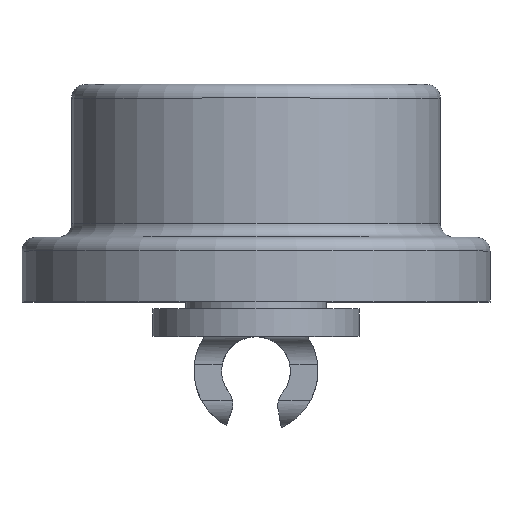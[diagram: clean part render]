
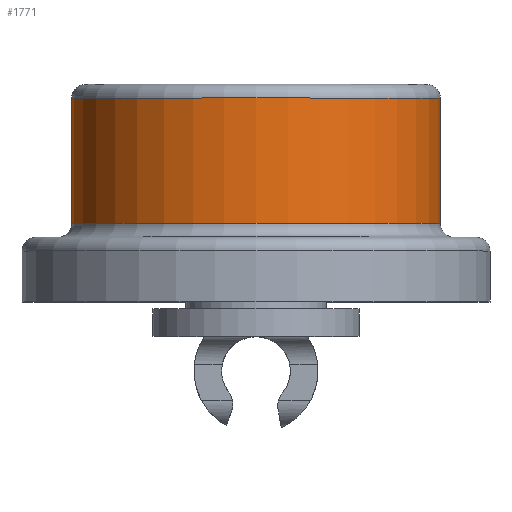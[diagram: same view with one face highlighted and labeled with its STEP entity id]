
A CAD part, top view. The second image highlights one B-rep face of the part: STEP entity #1771.
In plain terms, the highlighted cylindrical face has radius 13.4 mm (diameter 26.8 mm), a full revolution.
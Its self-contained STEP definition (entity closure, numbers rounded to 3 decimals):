
#123=LINE('',#2936,#223);
#223=VECTOR('',#2343,13.4);
#315=CYLINDRICAL_SURFACE('',#1959,13.4);
#366=FACE_OUTER_BOUND('',#466,.T.);
#466=EDGE_LOOP('',(#1318,#1319,#1320,#1321,#1322,#1323,#1324,#1325));
#597=CIRCLE('',#1908,13.4);
#601=CIRCLE('',#1912,13.4);
#602=CIRCLE('',#1913,13.4);
#634=CIRCLE('',#1955,13.4);
#635=CIRCLE('',#1956,13.4);
#636=CIRCLE('',#1957,13.4);
#766=VERTEX_POINT('',#2850);
#767=VERTEX_POINT('',#2851);
#770=VERTEX_POINT('',#2858);
#793=VERTEX_POINT('',#2928);
#794=VERTEX_POINT('',#2929);
#795=VERTEX_POINT('',#2931);
#961=EDGE_CURVE('',#766,#767,#597,.T.);
#965=EDGE_CURVE('',#767,#770,#601,.T.);
#966=EDGE_CURVE('',#770,#766,#602,.T.);
#1002=EDGE_CURVE('',#793,#794,#634,.T.);
#1003=EDGE_CURVE('',#795,#793,#635,.T.);
#1004=EDGE_CURVE('',#794,#795,#636,.T.);
#1006=EDGE_CURVE('',#770,#795,#123,.T.);
#1318=ORIENTED_EDGE('',*,*,#961,.F.);
#1319=ORIENTED_EDGE('',*,*,#966,.F.);
#1320=ORIENTED_EDGE('',*,*,#1006,.T.);
#1321=ORIENTED_EDGE('',*,*,#1003,.T.);
#1322=ORIENTED_EDGE('',*,*,#1002,.T.);
#1323=ORIENTED_EDGE('',*,*,#1004,.T.);
#1324=ORIENTED_EDGE('',*,*,#1006,.F.);
#1325=ORIENTED_EDGE('',*,*,#965,.F.);
#1771=ADVANCED_FACE('',(#366),#315,.T.);
#1908=AXIS2_PLACEMENT_3D('',#2852,#2235,#2236);
#1912=AXIS2_PLACEMENT_3D('',#2859,#2243,#2244);
#1913=AXIS2_PLACEMENT_3D('',#2860,#2245,#2246);
#1955=AXIS2_PLACEMENT_3D('',#2930,#2333,#2334);
#1956=AXIS2_PLACEMENT_3D('',#2932,#2335,#2336);
#1957=AXIS2_PLACEMENT_3D('',#2933,#2337,#2338);
#1959=AXIS2_PLACEMENT_3D('',#2935,#2341,#2342);
#2235=DIRECTION('center_axis',(0.,-1.,0.));
#2236=DIRECTION('ref_axis',(1.,0.,0.));
#2243=DIRECTION('center_axis',(0.,-1.,0.));
#2244=DIRECTION('ref_axis',(1.,0.,0.));
#2245=DIRECTION('center_axis',(0.,-1.,0.));
#2246=DIRECTION('ref_axis',(1.,0.,0.));
#2333=DIRECTION('center_axis',(0.,-1.,0.));
#2334=DIRECTION('ref_axis',(1.,0.,0.));
#2335=DIRECTION('center_axis',(0.,-1.,0.));
#2336=DIRECTION('ref_axis',(1.,0.,0.));
#2337=DIRECTION('center_axis',(0.,-1.,0.));
#2338=DIRECTION('ref_axis',(1.,0.,0.));
#2341=DIRECTION('center_axis',(0.,-1.,0.));
#2342=DIRECTION('ref_axis',(1.,0.,0.));
#2343=DIRECTION('',(0.,1.,0.));
#2850=CARTESIAN_POINT('',(13.4,5.7,0.));
#2851=CARTESIAN_POINT('',(0.,5.7,13.4));
#2852=CARTESIAN_POINT('Origin',(0.,5.7,0.));
#2858=CARTESIAN_POINT('',(-13.4,5.7,0.));
#2859=CARTESIAN_POINT('Origin',(0.,5.7,0.));
#2860=CARTESIAN_POINT('Origin',(0.,5.7,0.));
#2928=CARTESIAN_POINT('',(13.4,14.8,0.));
#2929=CARTESIAN_POINT('',(0.,14.8,13.4));
#2930=CARTESIAN_POINT('Origin',(0.,14.8,0.));
#2931=CARTESIAN_POINT('',(-13.4,14.8,0.));
#2932=CARTESIAN_POINT('Origin',(0.,14.8,0.));
#2933=CARTESIAN_POINT('Origin',(0.,14.8,0.));
#2935=CARTESIAN_POINT('Origin',(0.,10.25,0.));
#2936=CARTESIAN_POINT('',(-13.4,10.25,0.));
